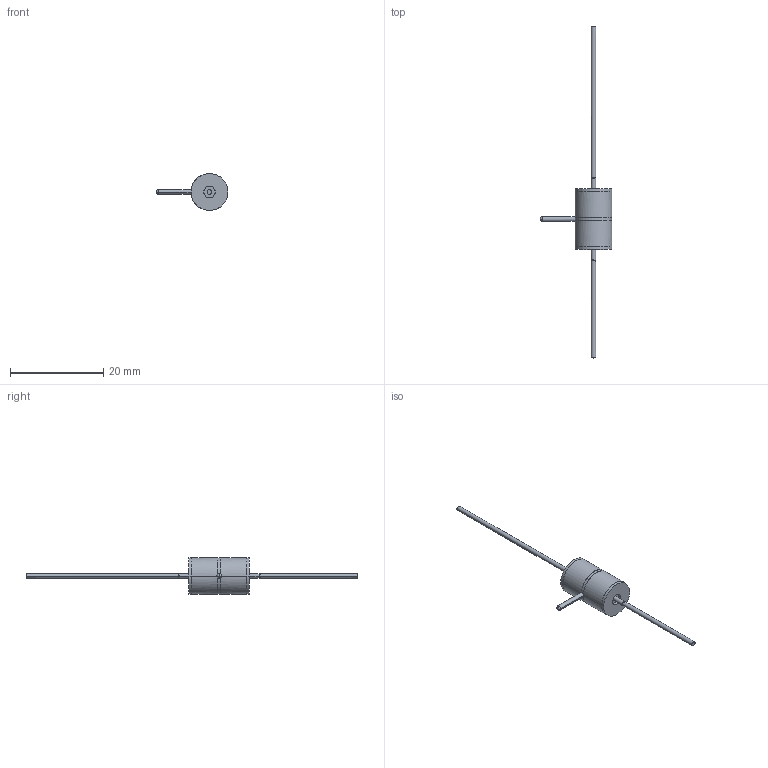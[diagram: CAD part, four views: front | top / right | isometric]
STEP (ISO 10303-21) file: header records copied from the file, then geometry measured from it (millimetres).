
FILE_DESCRIPTION((''),'2;1');
FILE_NAME('2026-XX-C','2012-07-30T',('ryans'),('Bourns, Inc.'),'PRO/ENGINEER BY PARAMETRIC TECHNOLOGY CORPORATION, 2010100','PRO/ENGINEER BY PARAMETRIC TECHNOLOGY CORPORATION, 2010100','');
FILE_SCHEMA(('CONFIG_CONTROL_DESIGN'));
Length unit declared in the file: millimetre
Products named in the file (1): 2026-XX-C
Bounding box: 15.4 x 71.2 x 7.9 mm (x, y, z)
Volume: 399.4 mm3; surface area: 1058.9 mm2
Topology: 3 solids, 4 shells, 63 faces, 134 edges, 87 vertices
Faces by surface type: cylinder 33, plane 26, sphere 4
Entity records: 1865 total; most frequent: CARTESIAN_POINT 414, DIRECTION 312, ORIENTED_EDGE 268, EDGE_CURVE 134, AXIS2_PLACEMENT_3D 128, VERTEX_POINT 87, EDGE_LOOP 77, CIRCLE 65
